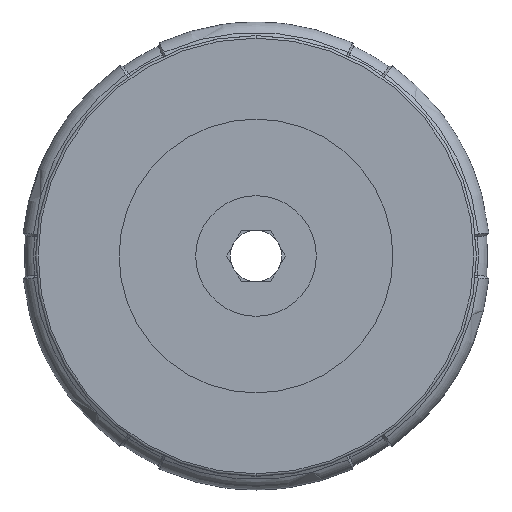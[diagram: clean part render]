
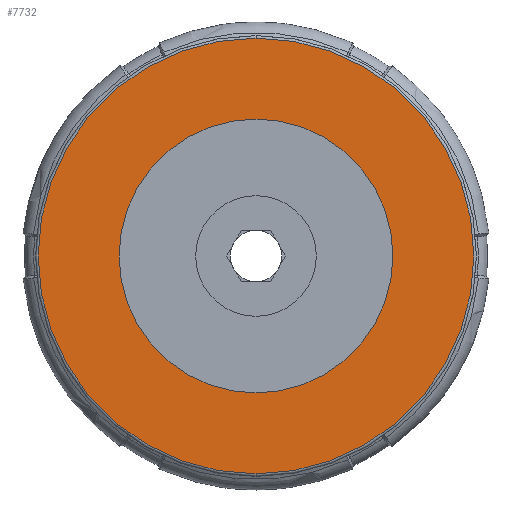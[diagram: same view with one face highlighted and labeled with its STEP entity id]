
A CAD part, front view. The second image highlights one B-rep face of the part: STEP entity #7732.
In plain terms, the highlighted planar face has unit normal (0, -1, 0).
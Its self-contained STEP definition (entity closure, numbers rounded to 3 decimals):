
#93 = CARTESIAN_POINT ( 'NONE',  ( 0., -32., 0. ) ) ;
#553 = CARTESIAN_POINT ( 'NONE',  ( 0., -32., -25.7 ) ) ;
#707 = CARTESIAN_POINT ( 'NONE',  ( 0., -32., -16.15 ) ) ;
#783 = CIRCLE ( 'NONE', #7463, 16.15 ) ;
#1127 = AXIS2_PLACEMENT_3D ( 'NONE', #8079, #1807, #7184 ) ;
#1310 = DIRECTION ( 'NONE',  ( 0., 1., 0. ) ) ;
#1476 = ORIENTED_EDGE ( 'NONE', *, *, #9093, .F. ) ;
#1774 = ORIENTED_EDGE ( 'NONE', *, *, #11354, .F. ) ;
#1807 = DIRECTION ( 'NONE',  ( 0., 1., 0. ) ) ;
#2397 = DIRECTION ( 'NONE',  ( 0., -1., 0. ) ) ;
#3631 = AXIS2_PLACEMENT_3D ( 'NONE', #5141, #8800, #11560 ) ;
#3739 = DIRECTION ( 'NONE',  ( 0., -1., 0. ) ) ;
#4435 = FACE_OUTER_BOUND ( 'NONE', #11457, .T. ) ;
#4666 = ORIENTED_EDGE ( 'NONE', *, *, #10818, .F. ) ;
#5141 = CARTESIAN_POINT ( 'NONE',  ( 0., -32., 0. ) ) ;
#5727 = CARTESIAN_POINT ( 'NONE',  ( 0., -32., 0. ) ) ;
#5846 = CARTESIAN_POINT ( 'NONE',  ( 0., -32., 0. ) ) ;
#5898 = CIRCLE ( 'NONE', #3631, 25.7 ) ;
#6058 = EDGE_CURVE ( 'NONE', #10200, #10375, #783, .T. ) ;
#6066 = ORIENTED_EDGE ( 'NONE', *, *, #6058, .F. ) ;
#6337 = FACE_BOUND ( 'NONE', #9275, .T. ) ;
#6356 = CARTESIAN_POINT ( 'NONE',  ( 0., -32., 16.15 ) ) ;
#7184 = DIRECTION ( 'NONE',  ( 1., 0., 0. ) ) ;
#7463 = AXIS2_PLACEMENT_3D ( 'NONE', #93, #3739, #11038 ) ;
#7626 = AXIS2_PLACEMENT_3D ( 'NONE', #5727, #1310, #11137 ) ;
#7732 = ADVANCED_FACE ( 'NONE', ( #4435, #6337 ), #10001, .F. ) ;
#8026 = CIRCLE ( 'NONE', #8217, 16.15 ) ;
#8041 = CARTESIAN_POINT ( 'NONE',  ( 0., -32., 25.7 ) ) ;
#8079 = CARTESIAN_POINT ( 'NONE',  ( 25.7, -32., 0. ) ) ;
#8217 = AXIS2_PLACEMENT_3D ( 'NONE', #5846, #2397, #11377 ) ;
#8637 = VERTEX_POINT ( 'NONE', #553 ) ;
#8800 = DIRECTION ( 'NONE',  ( 0., 1., 0. ) ) ;
#9093 = EDGE_CURVE ( 'NONE', #10356, #8637, #11264, .T. ) ;
#9275 = EDGE_LOOP ( 'NONE', ( #6066, #1774 ) ) ;
#10001 = PLANE ( 'NONE',  #1127 ) ;
#10200 = VERTEX_POINT ( 'NONE', #707 ) ;
#10356 = VERTEX_POINT ( 'NONE', #8041 ) ;
#10375 = VERTEX_POINT ( 'NONE', #6356 ) ;
#10818 = EDGE_CURVE ( 'NONE', #8637, #10356, #5898, .T. ) ;
#11038 = DIRECTION ( 'NONE',  ( 0., 0., -1. ) ) ;
#11137 = DIRECTION ( 'NONE',  ( 0., 0., 1. ) ) ;
#11264 = CIRCLE ( 'NONE', #7626, 25.7 ) ;
#11354 = EDGE_CURVE ( 'NONE', #10375, #10200, #8026, .T. ) ;
#11377 = DIRECTION ( 'NONE',  ( 0., 0., -1. ) ) ;
#11457 = EDGE_LOOP ( 'NONE', ( #1476, #4666 ) ) ;
#11560 = DIRECTION ( 'NONE',  ( 0., 0., 1. ) ) ;
